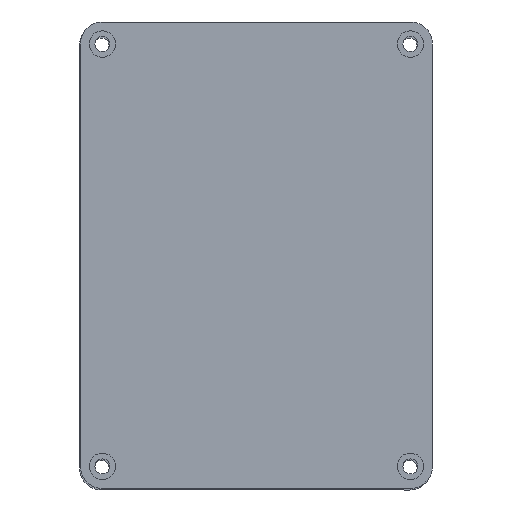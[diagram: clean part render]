
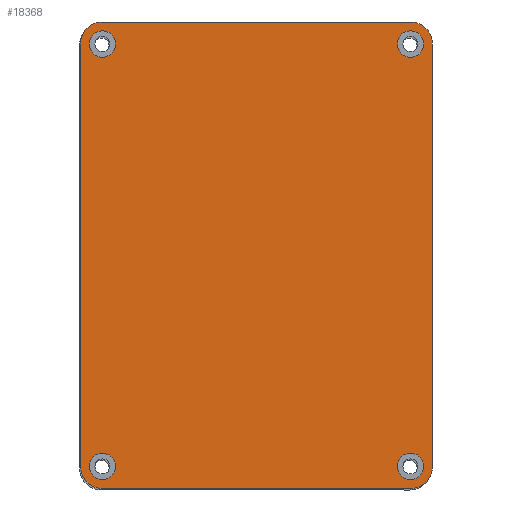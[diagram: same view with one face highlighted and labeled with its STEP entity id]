
A CAD part, front view. The second image highlights one B-rep face of the part: STEP entity #18368.
In plain terms, the highlighted face is planar.
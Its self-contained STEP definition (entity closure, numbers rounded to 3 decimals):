
#310=CIRCLE('',#18865,5.);
#318=CIRCLE('',#18876,5.);
#319=CIRCLE('',#18878,5.);
#320=CIRCLE('',#18881,5.);
#321=CIRCLE('',#18890,3.);
#323=CIRCLE('',#18893,3.);
#325=CIRCLE('',#18896,3.);
#327=CIRCLE('',#18899,3.);
#532=FACE_BOUND('',#2866,.T.);
#533=FACE_BOUND('',#2867,.T.);
#534=FACE_BOUND('',#2868,.T.);
#535=FACE_BOUND('',#2869,.T.);
#893=PLANE('',#18904);
#1807=FACE_OUTER_BOUND('',#2865,.T.);
#2865=EDGE_LOOP('',(#16368,#16369,#16370,#16371,#16372,#16373,#16374,#16375));
#2866=EDGE_LOOP('',(#16376));
#2867=EDGE_LOOP('',(#16377));
#2868=EDGE_LOOP('',(#16378));
#2869=EDGE_LOOP('',(#16379));
#4245=LINE('',#36679,#5562);
#4254=LINE('',#36699,#5571);
#4256=LINE('',#36705,#5573);
#4274=LINE('',#36758,#5591);
#5562=VECTOR('',#21031,10.);
#5571=VECTOR('',#21050,10.);
#5573=VECTOR('',#21058,10.);
#5591=VECTOR('',#21118,10.);
#8513=VERTEX_POINT('',#36634);
#8514=VERTEX_POINT('',#36636);
#8533=VERTEX_POINT('',#36678);
#8534=VERTEX_POINT('',#36682);
#8535=VERTEX_POINT('',#36686);
#8536=VERTEX_POINT('',#36688);
#8539=VERTEX_POINT('',#36697);
#8540=VERTEX_POINT('',#36701);
#8547=VERTEX_POINT('',#36731);
#8549=VERTEX_POINT('',#36737);
#8551=VERTEX_POINT('',#36743);
#8553=VERTEX_POINT('',#36749);
#11129=EDGE_CURVE('',#8513,#8514,#310,.T.);
#11150=EDGE_CURVE('',#8533,#8514,#4245,.T.);
#11152=EDGE_CURVE('',#8533,#8534,#318,.T.);
#11155=EDGE_CURVE('',#8535,#8536,#319,.T.);
#11161=EDGE_CURVE('',#8535,#8539,#4254,.T.);
#11163=EDGE_CURVE('',#8540,#8539,#320,.T.);
#11164=EDGE_CURVE('',#8540,#8534,#4256,.T.);
#11177=EDGE_CURVE('',#8547,#8547,#321,.T.);
#11180=EDGE_CURVE('',#8549,#8549,#323,.T.);
#11183=EDGE_CURVE('',#8551,#8551,#325,.T.);
#11186=EDGE_CURVE('',#8553,#8553,#327,.T.);
#11190=EDGE_CURVE('',#8513,#8536,#4274,.T.);
#16368=ORIENTED_EDGE('',*,*,#11129,.F.);
#16369=ORIENTED_EDGE('',*,*,#11190,.T.);
#16370=ORIENTED_EDGE('',*,*,#11155,.F.);
#16371=ORIENTED_EDGE('',*,*,#11161,.T.);
#16372=ORIENTED_EDGE('',*,*,#11163,.F.);
#16373=ORIENTED_EDGE('',*,*,#11164,.T.);
#16374=ORIENTED_EDGE('',*,*,#11152,.F.);
#16375=ORIENTED_EDGE('',*,*,#11150,.T.);
#16376=ORIENTED_EDGE('',*,*,#11186,.F.);
#16377=ORIENTED_EDGE('',*,*,#11180,.F.);
#16378=ORIENTED_EDGE('',*,*,#11177,.F.);
#16379=ORIENTED_EDGE('',*,*,#11183,.F.);
#18368=ADVANCED_FACE('',(#1807,#532,#533,#534,#535),#893,.F.);
#18865=AXIS2_PLACEMENT_3D('',#36637,#20998,#20999);
#18876=AXIS2_PLACEMENT_3D('',#36683,#21035,#21036);
#18878=AXIS2_PLACEMENT_3D('',#36689,#21041,#21042);
#18881=AXIS2_PLACEMENT_3D('',#36703,#21054,#21055);
#18890=AXIS2_PLACEMENT_3D('',#36732,#21085,#21086);
#18893=AXIS2_PLACEMENT_3D('',#36738,#21092,#21093);
#18896=AXIS2_PLACEMENT_3D('',#36744,#21099,#21100);
#18899=AXIS2_PLACEMENT_3D('',#36750,#21106,#21107);
#18904=AXIS2_PLACEMENT_3D('',#36759,#21119,#21120);
#20998=DIRECTION('center_axis',(0.,0.,1.));
#20999=DIRECTION('ref_axis',(-0.707,-0.707,0.));
#21031=DIRECTION('',(-1.,0.,0.));
#21035=DIRECTION('center_axis',(0.,0.,1.));
#21036=DIRECTION('ref_axis',(0.707,-0.707,0.));
#21041=DIRECTION('center_axis',(0.,0.,1.));
#21042=DIRECTION('ref_axis',(-0.707,0.707,0.));
#21050=DIRECTION('',(1.,0.,0.));
#21054=DIRECTION('center_axis',(0.,0.,1.));
#21055=DIRECTION('ref_axis',(0.707,0.707,0.));
#21058=DIRECTION('',(0.,-1.,0.));
#21085=DIRECTION('center_axis',(0.,0.,-1.));
#21086=DIRECTION('ref_axis',(1.,0.,0.));
#21092=DIRECTION('center_axis',(0.,0.,-1.));
#21093=DIRECTION('ref_axis',(1.,0.,0.));
#21099=DIRECTION('center_axis',(0.,0.,-1.));
#21100=DIRECTION('ref_axis',(1.,0.,0.));
#21106=DIRECTION('center_axis',(0.,0.,-1.));
#21107=DIRECTION('ref_axis',(1.,0.,0.));
#21118=DIRECTION('',(0.,1.,0.));
#21119=DIRECTION('center_axis',(0.,0.,1.));
#21120=DIRECTION('ref_axis',(1.,0.,0.));
#36634=CARTESIAN_POINT('',(48.638,92.657,-98.15));
#36636=CARTESIAN_POINT('',(53.638,87.657,-98.15));
#36637=CARTESIAN_POINT('Origin',(53.638,92.657,-98.15));
#36678=CARTESIAN_POINT('',(123.638,87.657,-98.15));
#36679=CARTESIAN_POINT('',(128.638,87.657,-98.15));
#36682=CARTESIAN_POINT('',(128.638,92.657,-98.15));
#36683=CARTESIAN_POINT('Origin',(123.638,92.657,-98.15));
#36686=CARTESIAN_POINT('',(53.638,193.657,-98.15));
#36688=CARTESIAN_POINT('',(48.638,188.657,-98.15));
#36689=CARTESIAN_POINT('Origin',(53.638,188.657,-98.15));
#36697=CARTESIAN_POINT('',(123.638,193.657,-98.15));
#36699=CARTESIAN_POINT('',(48.638,193.657,-98.15));
#36701=CARTESIAN_POINT('',(128.638,188.657,-98.15));
#36703=CARTESIAN_POINT('Origin',(123.638,188.657,-98.15));
#36705=CARTESIAN_POINT('',(128.638,193.657,-98.15));
#36731=CARTESIAN_POINT('',(120.638,92.657,-98.15));
#36732=CARTESIAN_POINT('Origin',(123.638,92.657,-98.15));
#36737=CARTESIAN_POINT('',(50.638,92.657,-98.15));
#36738=CARTESIAN_POINT('Origin',(53.638,92.657,-98.15));
#36743=CARTESIAN_POINT('',(50.638,188.657,-98.15));
#36744=CARTESIAN_POINT('Origin',(53.638,188.657,-98.15));
#36749=CARTESIAN_POINT('',(120.638,188.657,-98.15));
#36750=CARTESIAN_POINT('Origin',(123.638,188.657,-98.15));
#36758=CARTESIAN_POINT('',(48.638,87.657,-98.15));
#36759=CARTESIAN_POINT('Origin',(88.638,140.657,-98.15));
